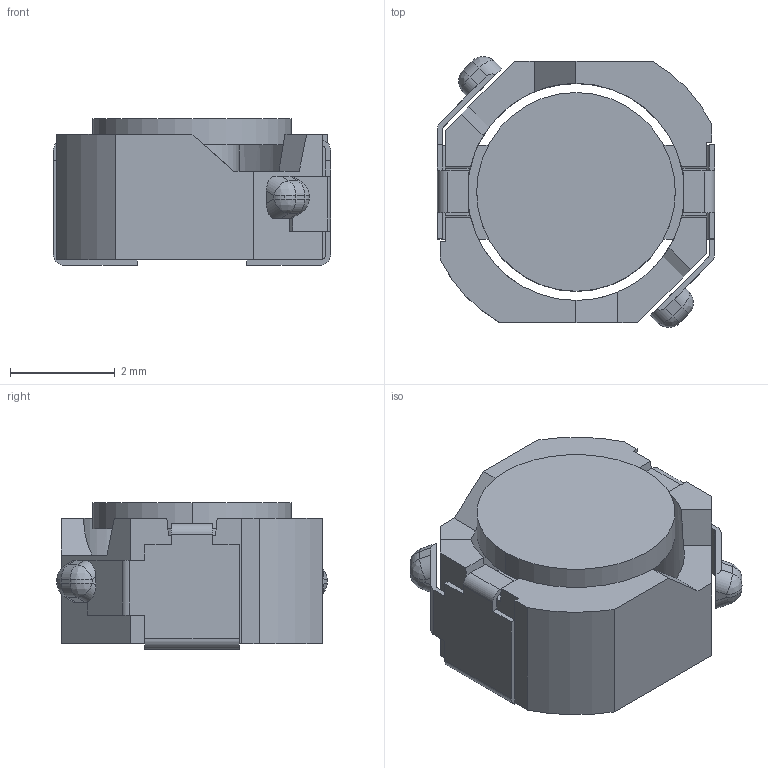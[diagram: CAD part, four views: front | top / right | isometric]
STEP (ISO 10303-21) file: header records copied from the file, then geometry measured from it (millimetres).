
FILE_DESCRIPTION (( 'STEP AP214' ), '1' );
FILE_NAME ('SUMIDA-CDRH50D28BT150.STEP', '2020-01-17T08:08:08', ( '' ), ( '' ), 'SwSTEP 2.0', 'SolidWorks 2019', '' );
FILE_SCHEMA (( 'AUTOMOTIVE_DESIGN' ));
Length unit declared in the file: millimetre
Products named in the file (4): SUMIDA-CDRH50D28BT150; RING CORE(50D28B)_1; DRUM CORE(50D28B)_1; PIN-CDRH50D28BT150-CS_1
Assembly tree (4 placements, depth 2):
  SUMIDA-CDRH50D28BT150
    DRUM CORE(50D28B)_1
    RING CORE(50D28B)_1
    PIN-CDRH50D28BT150-CS_1  x2
Bounding box: 5.3 x 5.18 x 2.8 mm (x, y, z)
Volume: 37.5 mm3; surface area: 187.2 mm2
Topology: 4 solids, 4 shells, 131 faces, 340 edges, 218 vertices
Faces by surface type: plane 83, cylinder 40, bspline 8
Entity records: 2828 total; most frequent: CARTESIAN_POINT 567, ORIENTED_EDGE 448, DIRECTION 441, EDGE_CURVE 224, VECTOR 155, LINE 155, VERTEX_POINT 145, AXIS2_PLACEMENT_3D 143
